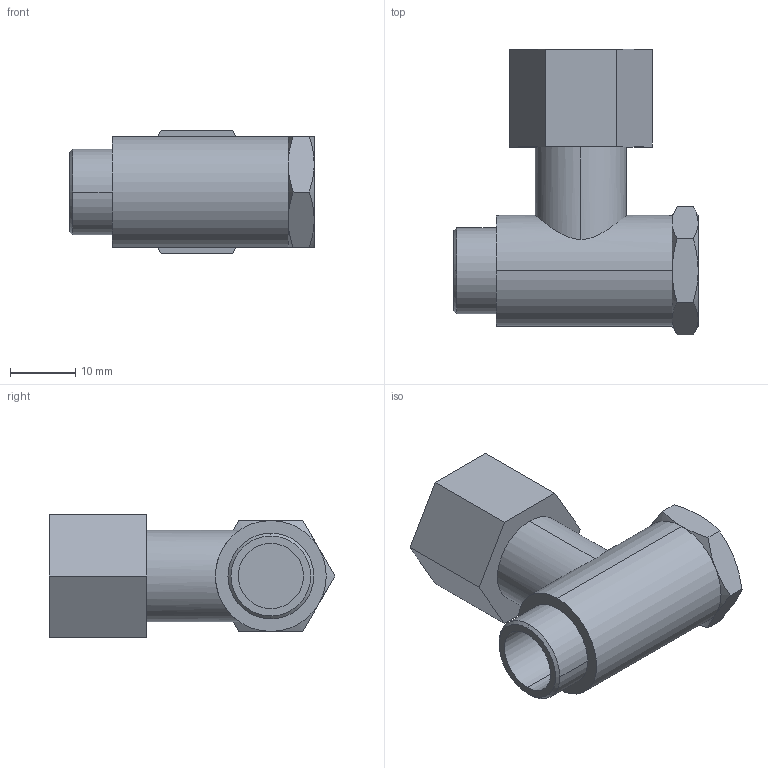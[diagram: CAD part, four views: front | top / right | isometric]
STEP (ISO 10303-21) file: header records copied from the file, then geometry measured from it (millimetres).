
FILE_DESCRIPTION(('STEP AP214'),'1');
FILE_NAME('0118_10_13.stp','2016-07-07T14:22:10',('TraceParts'),('TraceParts S.A.'),'Spatial InterOp 3D',' ',' ');
FILE_SCHEMA(('automotive_design'));
Length unit declared in the file: millimetre
Products named in the file (1): Import_e3
Bounding box: 37.5 x 43.81 x 19 mm (x, y, z)
Volume: 9748.5 mm3; surface area: 5978.3 mm2
Topology: 1 solids, 1 shells, 45 faces, 103 edges, 64 vertices
Faces by surface type: plane 18, cone 17, cylinder 10
Entity records: 1842 total; most frequent: CARTESIAN_POINT 470, ORIENTED_EDGE 206, DIRECTION 199, EDGE_CURVE 103, AXIS2_PLACEMENT_3D 81, VERTEX_POINT 64, EDGE_LOOP 51, STYLED_ITEM 46
